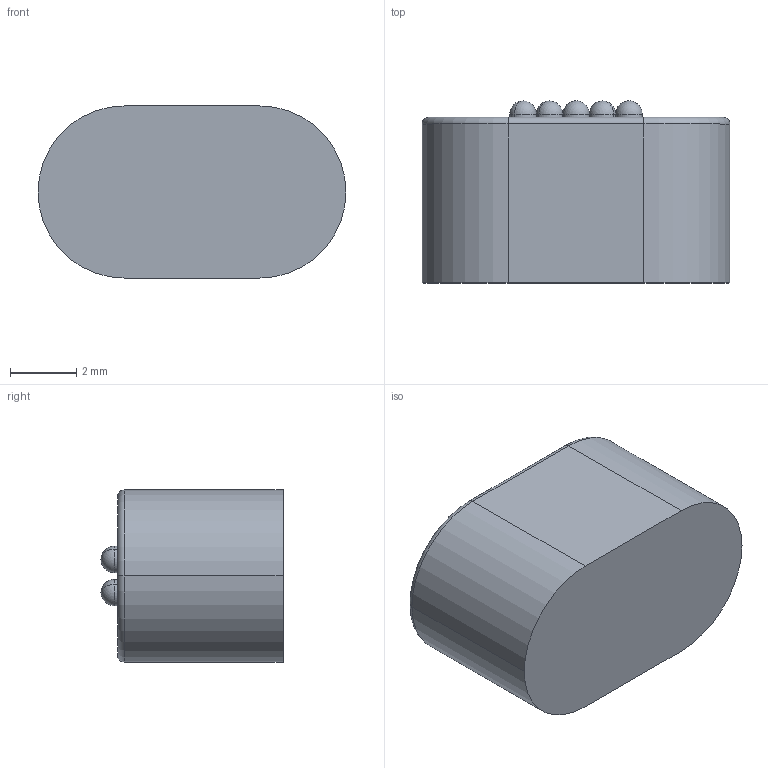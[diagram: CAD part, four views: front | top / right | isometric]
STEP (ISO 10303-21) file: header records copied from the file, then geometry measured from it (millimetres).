
FILE_DESCRIPTION (( 'STEP AP203' ), '1' );
FILE_NAME ('CN2100008 Double Row 5 Pin Mag. Connector Male (HTP-CON-M413-M).STEP', '2023-05-17T06:09:27', ( '' ), ( '' ), 'SwSTEP 2.0', 'SolidWorks 2022', '' );
FILE_SCHEMA (( 'CONFIG_CONTROL_DESIGN' ));
Length unit declared in the file: millimetre
Products named in the file (1): CN2100008 Double Row 5 Pin Mag. Connector Male (HTP-CON-M413-M)
Bounding box: 9.3 x 5.5 x 5.2 mm (x, y, z)
Volume: 208.2 mm3; surface area: 222 mm2
Topology: 1 solids, 1 shells, 47 faces, 120 edges, 71 vertices
Faces by surface type: cylinder 22, sphere 10, torus 8, plane 7
Entity records: 1361 total; most frequent: DIRECTION 262, CARTESIAN_POINT 209, ORIENTED_EDGE 200, AXIS2_PLACEMENT_3D 114, EDGE_CURVE 100, CIRCLE 66, VERTEX_POINT 61, EDGE_LOOP 53
